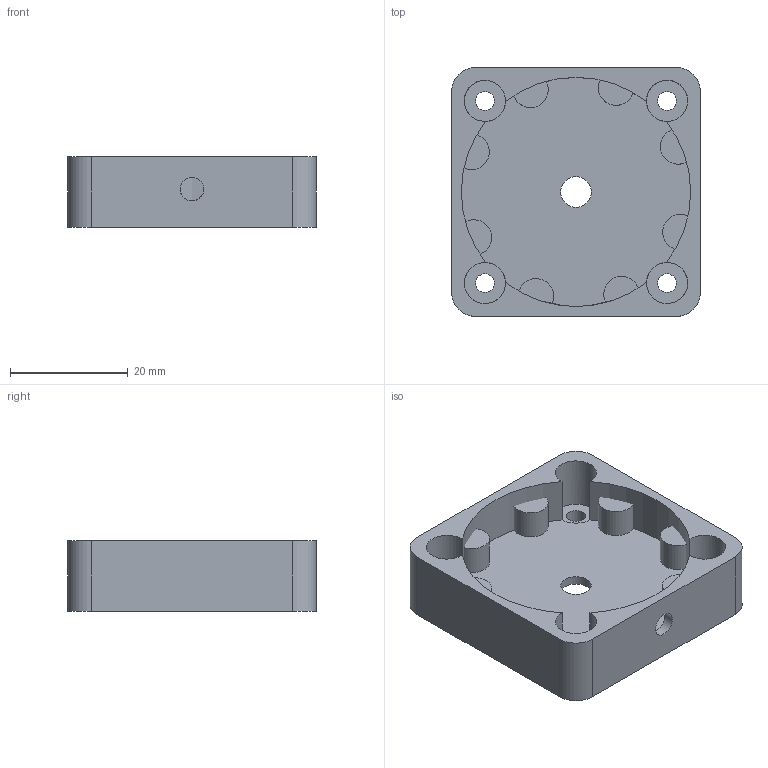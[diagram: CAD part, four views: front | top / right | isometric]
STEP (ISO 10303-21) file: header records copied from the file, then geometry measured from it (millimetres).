
FILE_DESCRIPTION(('FreeCAD Model'),'2;1');
FILE_NAME('Open CASCADE Shape Model','2022-01-06T13:07:22',('Author'),( ''),'Open CASCADE STEP processor 7.5','FreeCAD','Unknown');
FILE_SCHEMA(('AUTOMOTIVE_DESIGN { 1 0 10303 214 1 1 1 1 }'));
Length unit declared in the file: millimetre
Products named in the file (3): NemaBase; BaseBody; hypocycloidgearRollers
Assembly tree (2 placements, depth 2):
  NemaBase
    BaseBody
    hypocycloidgearRollers
Bounding box: 42.3 x 42.3 x 12 mm (x, y, z)
Volume: 10482.1 mm3; surface area: 8366.8 mm2
Topology: 9 solids, 9 shells, 55 faces, 107 edges, 72 vertices
Faces by surface type: plane 28, cylinder 27
Full cylindrical faces by diameter (mm): 3.2 x4, 4 x1, 5.2 x1, 6 x8, 7 x4, 22.3 x1
Entity records: 2995 total; most frequent: CARTESIAN_POINT 671, DIRECTION 455, ORIENTED_EDGE 214, PCURVE 214, DEFINITIONAL_REPRESENTATION 214, LINE 192, VECTOR 192, CIRCLE 112
